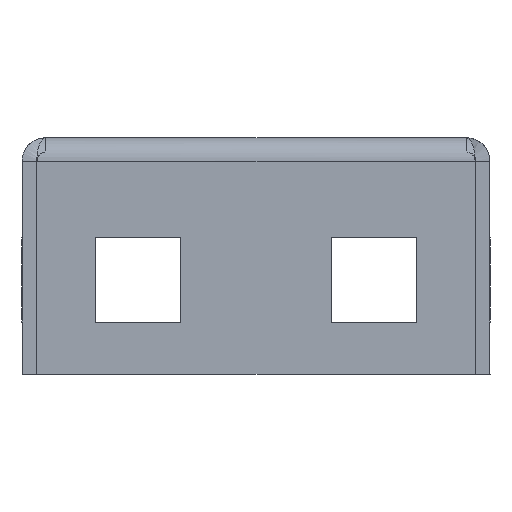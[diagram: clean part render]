
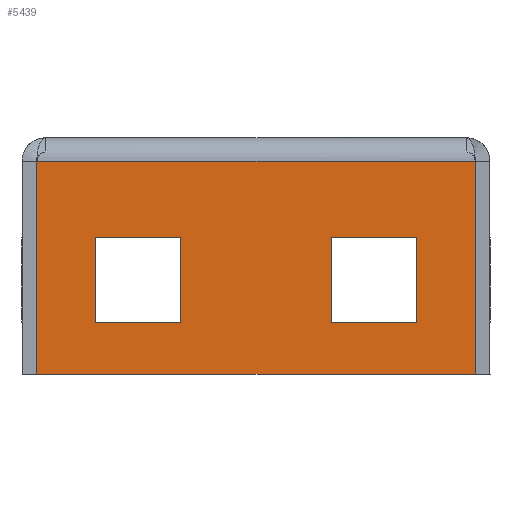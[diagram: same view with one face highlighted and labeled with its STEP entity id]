
A CAD part, left-side view. The second image highlights one B-rep face of the part: STEP entity #5439.
In plain terms, the highlighted planar face has unit normal (-1, 0, 0).
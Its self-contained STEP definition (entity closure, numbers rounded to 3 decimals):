
#85 = CARTESIAN_POINT ( 'NONE',  ( -281., -8., -10.5 ) ) ;
#145 = DIRECTION ( 'NONE',  ( 0., 0., -1. ) ) ;
#164 = LINE ( 'NONE', #6271, #12353 ) ;
#536 = DIRECTION ( 'NONE',  ( 0., -1., 0. ) ) ;
#1067 = EDGE_CURVE ( 'NONE', #11546, #5846, #2984, .T. ) ;
#1094 = CARTESIAN_POINT ( 'NONE',  ( -281., 8., -10.5 ) ) ;
#1125 = CARTESIAN_POINT ( 'NONE',  ( -281., -8., -19.5 ) ) ;
#1295 = VECTOR ( 'NONE', #11425, 1000. ) ;
#1300 = CARTESIAN_POINT ( 'NONE',  ( -281., -23.179, -25. ) ) ;
#1340 = EDGE_LOOP ( 'NONE', ( #5736, #4598, #3419, #13545 ) ) ;
#1506 = VERTEX_POINT ( 'NONE', #5970 ) ;
#1647 = DIRECTION ( 'NONE',  ( 0., -1., 0. ) ) ;
#1808 = VERTEX_POINT ( 'NONE', #13162 ) ;
#2209 = VECTOR ( 'NONE', #3927, 1000. ) ;
#2212 = CARTESIAN_POINT ( 'NONE',  ( -281., 17., -19.5 ) ) ;
#2217 = ORIENTED_EDGE ( 'NONE', *, *, #3115, .T. ) ;
#2350 = CARTESIAN_POINT ( 'NONE',  ( -281., -8., -10.5 ) ) ;
#2433 = EDGE_LOOP ( 'NONE', ( #12566, #12287, #2217, #2665 ) ) ;
#2496 = LINE ( 'NONE', #2350, #10735 ) ;
#2509 = EDGE_CURVE ( 'NONE', #5846, #6664, #4174, .T. ) ;
#2598 = DIRECTION ( 'NONE',  ( 0., 1., 0. ) ) ;
#2615 = VERTEX_POINT ( 'NONE', #12394 ) ;
#2661 = VECTOR ( 'NONE', #10195, 1000. ) ;
#2665 = ORIENTED_EDGE ( 'NONE', *, *, #10029, .F. ) ;
#2984 = LINE ( 'NONE', #3809, #5314 ) ;
#3115 = EDGE_CURVE ( 'NONE', #11546, #2615, #10771, .T. ) ;
#3419 = ORIENTED_EDGE ( 'NONE', *, *, #9274, .T. ) ;
#3721 = ORIENTED_EDGE ( 'NONE', *, *, #13906, .T. ) ;
#3809 = CARTESIAN_POINT ( 'NONE',  ( -281., 23.179, -25. ) ) ;
#3927 = DIRECTION ( 'NONE',  ( 0., 0., -1. ) ) ;
#4054 = VERTEX_POINT ( 'NONE', #5888 ) ;
#4174 = LINE ( 'NONE', #11321, #6504 ) ;
#4242 = EDGE_LOOP ( 'NONE', ( #5594, #9440, #14641, #3721 ) ) ;
#4293 = EDGE_CURVE ( 'NONE', #4642, #1808, #164, .T. ) ;
#4320 = VECTOR ( 'NONE', #10664, 1000. ) ;
#4440 = DIRECTION ( 'NONE',  ( 0., 0., -1. ) ) ;
#4488 = EDGE_CURVE ( 'NONE', #9656, #4642, #2496, .T. ) ;
#4598 = ORIENTED_EDGE ( 'NONE', *, *, #9537, .T. ) ;
#4642 = VERTEX_POINT ( 'NONE', #85 ) ;
#4760 = LINE ( 'NONE', #12903, #5260 ) ;
#5098 = LINE ( 'NONE', #14173, #2209 ) ;
#5260 = VECTOR ( 'NONE', #2598, 1000. ) ;
#5314 = VECTOR ( 'NONE', #11981, 1000. ) ;
#5335 = CARTESIAN_POINT ( 'NONE',  ( -281., -23.179, -2.5 ) ) ;
#5439 = ADVANCED_FACE ( 'NONE', ( #7824, #9623, #6576 ), #9329, .F. ) ;
#5594 = ORIENTED_EDGE ( 'NONE', *, *, #11311, .T. ) ;
#5729 = VECTOR ( 'NONE', #4440, 1000. ) ;
#5736 = ORIENTED_EDGE ( 'NONE', *, *, #4293, .T. ) ;
#5752 = CARTESIAN_POINT ( 'NONE',  ( -281., 8., -10.5 ) ) ;
#5846 = VERTEX_POINT ( 'NONE', #6193 ) ;
#5888 = CARTESIAN_POINT ( 'NONE',  ( -281., 17., -10.5 ) ) ;
#5970 = CARTESIAN_POINT ( 'NONE',  ( -281., -17., -19.5 ) ) ;
#6193 = CARTESIAN_POINT ( 'NONE',  ( -281., 23.179, -2.5 ) ) ;
#6196 = LINE ( 'NONE', #11977, #8169 ) ;
#6271 = CARTESIAN_POINT ( 'NONE',  ( -281., -17., -10.5 ) ) ;
#6504 = VECTOR ( 'NONE', #13672, 1000. ) ;
#6576 = FACE_OUTER_BOUND ( 'NONE', #2433, .T. ) ;
#6664 = VERTEX_POINT ( 'NONE', #5335 ) ;
#6767 = DIRECTION ( 'NONE',  ( 0., 0., 1. ) ) ;
#7016 = VERTEX_POINT ( 'NONE', #14244 ) ;
#7328 = CARTESIAN_POINT ( 'NONE',  ( -281., 17., -10.5 ) ) ;
#7824 = FACE_BOUND ( 'NONE', #1340, .T. ) ;
#8129 = CARTESIAN_POINT ( 'NONE',  ( -281., 2834.75, -25. ) ) ;
#8134 = LINE ( 'NONE', #1300, #1295 ) ;
#8169 = VECTOR ( 'NONE', #1647, 1000. ) ;
#8836 = EDGE_CURVE ( 'NONE', #4054, #9234, #6196, .T. ) ;
#9234 = VERTEX_POINT ( 'NONE', #1094 ) ;
#9274 = EDGE_CURVE ( 'NONE', #1506, #9656, #4760, .T. ) ;
#9329 = PLANE ( 'NONE',  #14578 ) ;
#9440 = ORIENTED_EDGE ( 'NONE', *, *, #8836, .T. ) ;
#9537 = EDGE_CURVE ( 'NONE', #1808, #1506, #5098, .T. ) ;
#9614 = VERTEX_POINT ( 'NONE', #13346 ) ;
#9623 = FACE_BOUND ( 'NONE', #4242, .T. ) ;
#9656 = VERTEX_POINT ( 'NONE', #1125 ) ;
#9681 = DIRECTION ( 'NONE',  ( 0., -1., 0. ) ) ;
#10029 = EDGE_CURVE ( 'NONE', #6664, #2615, #8134, .T. ) ;
#10195 = DIRECTION ( 'NONE',  ( 0., 1., 0. ) ) ;
#10425 = VECTOR ( 'NONE', #9681, 1000. ) ;
#10664 = DIRECTION ( 'NONE',  ( 0., 0., 1. ) ) ;
#10735 = VECTOR ( 'NONE', #6767, 1000. ) ;
#10771 = LINE ( 'NONE', #14280, #10425 ) ;
#10930 = LINE ( 'NONE', #7328, #4320 ) ;
#11311 = EDGE_CURVE ( 'NONE', #7016, #4054, #10930, .T. ) ;
#11321 = CARTESIAN_POINT ( 'NONE',  ( -281., 2834.75, -2.5 ) ) ;
#11425 = DIRECTION ( 'NONE',  ( 0., 0., -1. ) ) ;
#11546 = VERTEX_POINT ( 'NONE', #12668 ) ;
#11636 = LINE ( 'NONE', #2212, #2661 ) ;
#11977 = CARTESIAN_POINT ( 'NONE',  ( -281., 17., -10.5 ) ) ;
#11981 = DIRECTION ( 'NONE',  ( 0., 0., 1. ) ) ;
#12157 = LINE ( 'NONE', #5752, #5729 ) ;
#12287 = ORIENTED_EDGE ( 'NONE', *, *, #1067, .F. ) ;
#12353 = VECTOR ( 'NONE', #536, 1000. ) ;
#12394 = CARTESIAN_POINT ( 'NONE',  ( -281., -23.179, -25. ) ) ;
#12566 = ORIENTED_EDGE ( 'NONE', *, *, #2509, .F. ) ;
#12668 = CARTESIAN_POINT ( 'NONE',  ( -281., 23.179, -25. ) ) ;
#12744 = DIRECTION ( 'NONE',  ( 1., 0., 0. ) ) ;
#12903 = CARTESIAN_POINT ( 'NONE',  ( -281., -17., -19.5 ) ) ;
#13162 = CARTESIAN_POINT ( 'NONE',  ( -281., -17., -10.5 ) ) ;
#13346 = CARTESIAN_POINT ( 'NONE',  ( -281., 8., -19.5 ) ) ;
#13545 = ORIENTED_EDGE ( 'NONE', *, *, #4488, .T. ) ;
#13672 = DIRECTION ( 'NONE',  ( 0., -1., 0. ) ) ;
#13894 = EDGE_CURVE ( 'NONE', #9234, #9614, #12157, .T. ) ;
#13906 = EDGE_CURVE ( 'NONE', #9614, #7016, #11636, .T. ) ;
#14173 = CARTESIAN_POINT ( 'NONE',  ( -281., -17., -10.5 ) ) ;
#14244 = CARTESIAN_POINT ( 'NONE',  ( -281., 17., -19.5 ) ) ;
#14280 = CARTESIAN_POINT ( 'NONE',  ( -281., 2834.75, -25. ) ) ;
#14578 = AXIS2_PLACEMENT_3D ( 'NONE', #8129, #12744, #145 ) ;
#14641 = ORIENTED_EDGE ( 'NONE', *, *, #13894, .T. ) ;
